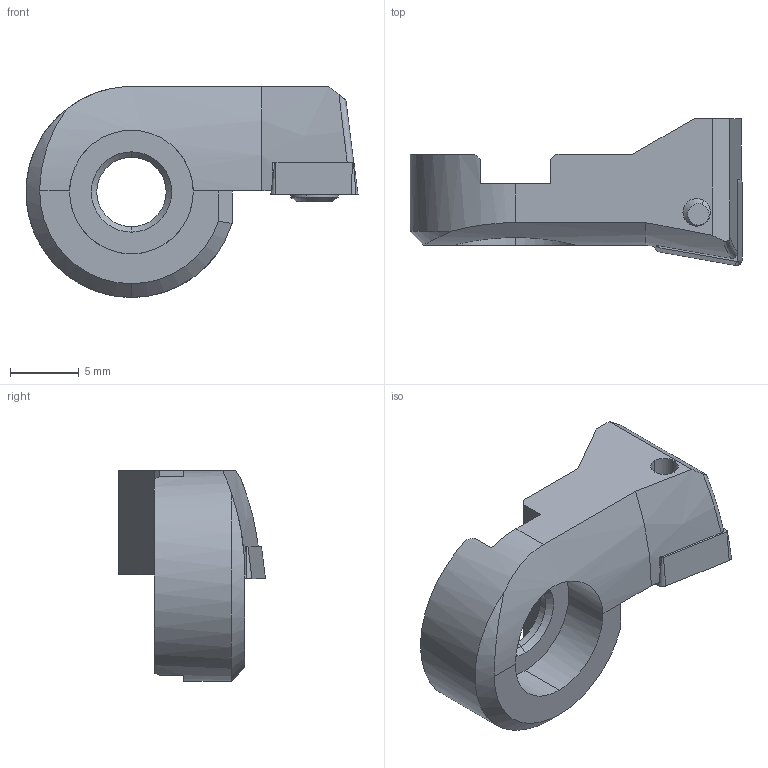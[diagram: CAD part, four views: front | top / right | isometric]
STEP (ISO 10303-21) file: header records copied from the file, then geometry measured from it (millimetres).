
FILE_DESCRIPTION(('no description'),'unknown implementation level');
FILE_NAME('6E683CBD-46D6-4BBA-8DAF-EB29D571F857_export.stp',' ',('CIMSOURCE GmbH'),('CADClick - KiM GmbH - www.kimweb.de'),'unknown preprocess','ACIS','unknown authorization');
FILE_SCHEMA(('automotive_design'));
Length unit declared in the file: millimetre
Products named in the file (3): 626.341 Kaiser ENH 41 CC06 41-54|694.122 ETL M2.5x6.5 T7 IP 10S;Kreismuster1; 626.341 Kaiser ENH 41 CC06 41-54|Wendeplatte CCMT 060204;Schnitt-Rotation1; 626.341 Kaiser ENH 41 CC06 41-54|626.341 Kaiser ENH 41 CC06 41-54;Verrundung1
Bounding box: 24.16 x 10.69 x 15.35 mm (x, y, z)
Volume: 1331.8 mm3; surface area: 1324.1 mm2
Topology: 3 solids, 3 shells, 100 faces, 255 edges, 162 vertices
Faces by surface type: cylinder 37, plane 35, cone 21, torus 6, bspline 1
Entity records: 6608 total; most frequent: CARTESIAN_POINT 1128, DIRECTION 574, STYLED_ITEM 520, PRESENTATION_STYLE_ASSIGNMENT 520, COLOUR_RGB 520, ORIENTED_EDGE 510, EDGE_CURVE 255, CURVE_STYLE 255
